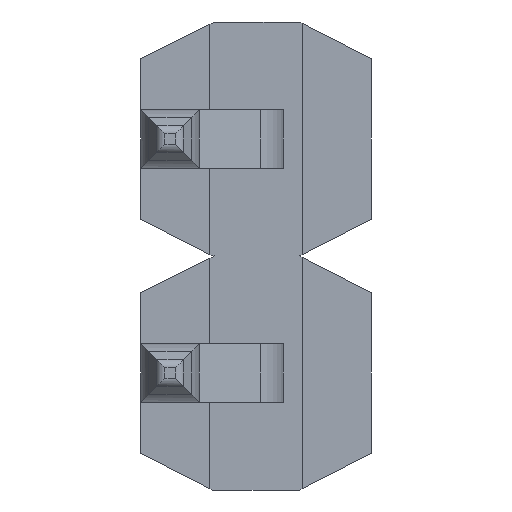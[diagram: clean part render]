
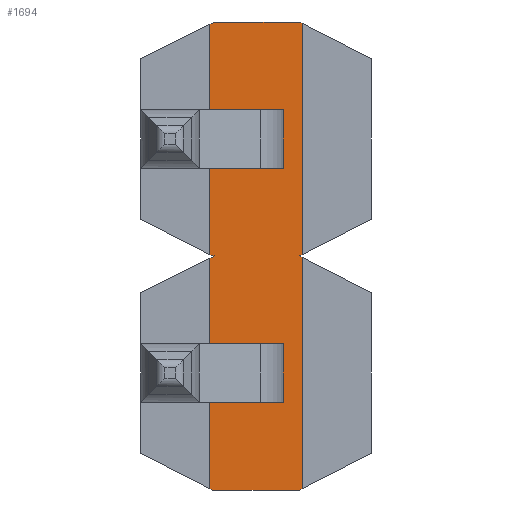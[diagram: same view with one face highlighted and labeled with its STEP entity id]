
A CAD part, front view. The second image highlights one B-rep face of the part: STEP entity #1694.
In plain terms, the highlighted planar face has unit normal (0, -1, 0).
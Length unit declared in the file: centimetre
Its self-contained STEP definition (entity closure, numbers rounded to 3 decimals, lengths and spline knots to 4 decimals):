
#91=FACE_BOUND('',#202,.T.);
#92=FACE_BOUND('',#203,.T.);
#96=FACE_OUTER_BOUND('',#201,.T.);
#201=EDGE_LOOP('',(#1130,#1131,#1132,#1133,#1134,#1135,#1136,#1137,#1138,
#1139,#1140,#1141,#1142,#1143,#1144));
#202=EDGE_LOOP('',(#1145,#1146,#1147,#1148));
#203=EDGE_LOOP('',(#1149,#1150,#1151,#1152));
#310=LINE('',#2452,#519);
#313=LINE('',#2458,#522);
#314=LINE('',#2460,#523);
#315=LINE('',#2462,#524);
#316=LINE('',#2464,#525);
#317=LINE('',#2466,#526);
#318=LINE('',#2468,#527);
#319=LINE('',#2470,#528);
#320=LINE('',#2472,#529);
#321=LINE('',#2474,#530);
#322=LINE('',#2476,#531);
#323=LINE('',#2478,#532);
#324=LINE('',#2480,#533);
#325=LINE('',#2482,#534);
#326=LINE('',#2483,#535);
#327=LINE('',#2486,#536);
#328=LINE('',#2488,#537);
#329=LINE('',#2490,#538);
#330=LINE('',#2491,#539);
#331=LINE('',#2494,#540);
#332=LINE('',#2496,#541);
#333=LINE('',#2498,#542);
#334=LINE('',#2499,#543);
#519=VECTOR('',#1950,0.092);
#522=VECTOR('',#1955,0.0056);
#523=VECTOR('',#1956,0.25);
#524=VECTOR('',#1957,0.0034);
#525=VECTOR('',#1958,0.002);
#526=VECTOR('',#1959,0.0056);
#527=VECTOR('',#1960,0.25);
#528=VECTOR('',#1961,0.0034);
#529=VECTOR('',#1962,0.094);
#530=VECTOR('',#1963,0.0034);
#531=VECTOR('',#1964,0.2509);
#532=VECTOR('',#1965,0.0034);
#533=VECTOR('',#1966,0.0034);
#534=VECTOR('',#1967,0.2509);
#535=VECTOR('',#1968,0.0034);
#536=VECTOR('',#1969,0.0635);
#537=VECTOR('',#1970,0.0635);
#538=VECTOR('',#1971,0.0635);
#539=VECTOR('',#1972,0.0635);
#540=VECTOR('',#1973,0.0635);
#541=VECTOR('',#1974,0.0635);
#542=VECTOR('',#1975,0.0635);
#543=VECTOR('',#1976,0.0635);
#727=VERTEX_POINT('',#2448);
#729=VERTEX_POINT('',#2451);
#731=VERTEX_POINT('',#2457);
#732=VERTEX_POINT('',#2459);
#733=VERTEX_POINT('',#2461);
#734=VERTEX_POINT('',#2463);
#735=VERTEX_POINT('',#2465);
#736=VERTEX_POINT('',#2467);
#737=VERTEX_POINT('',#2469);
#738=VERTEX_POINT('',#2471);
#739=VERTEX_POINT('',#2473);
#740=VERTEX_POINT('',#2475);
#741=VERTEX_POINT('',#2477);
#742=VERTEX_POINT('',#2479);
#743=VERTEX_POINT('',#2481);
#744=VERTEX_POINT('',#2484);
#745=VERTEX_POINT('',#2485);
#746=VERTEX_POINT('',#2487);
#747=VERTEX_POINT('',#2489);
#748=VERTEX_POINT('',#2492);
#749=VERTEX_POINT('',#2493);
#750=VERTEX_POINT('',#2495);
#751=VERTEX_POINT('',#2497);
#878=EDGE_CURVE('',#729,#727,#310,.T.);
#881=EDGE_CURVE('',#731,#727,#313,.T.);
#882=EDGE_CURVE('',#732,#731,#314,.T.);
#883=EDGE_CURVE('',#733,#732,#315,.T.);
#884=EDGE_CURVE('',#734,#733,#316,.T.);
#885=EDGE_CURVE('',#735,#734,#317,.T.);
#886=EDGE_CURVE('',#736,#735,#318,.T.);
#887=EDGE_CURVE('',#737,#736,#319,.T.);
#888=EDGE_CURVE('',#738,#737,#320,.T.);
#889=EDGE_CURVE('',#739,#738,#321,.T.);
#890=EDGE_CURVE('',#740,#739,#322,.T.);
#891=EDGE_CURVE('',#741,#740,#323,.T.);
#892=EDGE_CURVE('',#742,#741,#324,.T.);
#893=EDGE_CURVE('',#743,#742,#325,.T.);
#894=EDGE_CURVE('',#729,#743,#326,.T.);
#895=EDGE_CURVE('',#744,#745,#327,.T.);
#896=EDGE_CURVE('',#746,#744,#328,.T.);
#897=EDGE_CURVE('',#747,#746,#329,.T.);
#898=EDGE_CURVE('',#745,#747,#330,.T.);
#899=EDGE_CURVE('',#748,#749,#331,.T.);
#900=EDGE_CURVE('',#750,#748,#332,.T.);
#901=EDGE_CURVE('',#751,#750,#333,.T.);
#902=EDGE_CURVE('',#749,#751,#334,.T.);
#1130=ORIENTED_EDGE('',*,*,#878,.T.);
#1131=ORIENTED_EDGE('',*,*,#881,.F.);
#1132=ORIENTED_EDGE('',*,*,#882,.F.);
#1133=ORIENTED_EDGE('',*,*,#883,.F.);
#1134=ORIENTED_EDGE('',*,*,#884,.F.);
#1135=ORIENTED_EDGE('',*,*,#885,.F.);
#1136=ORIENTED_EDGE('',*,*,#886,.F.);
#1137=ORIENTED_EDGE('',*,*,#887,.F.);
#1138=ORIENTED_EDGE('',*,*,#888,.F.);
#1139=ORIENTED_EDGE('',*,*,#889,.F.);
#1140=ORIENTED_EDGE('',*,*,#890,.F.);
#1141=ORIENTED_EDGE('',*,*,#891,.F.);
#1142=ORIENTED_EDGE('',*,*,#892,.F.);
#1143=ORIENTED_EDGE('',*,*,#893,.F.);
#1144=ORIENTED_EDGE('',*,*,#894,.F.);
#1145=ORIENTED_EDGE('',*,*,#895,.F.);
#1146=ORIENTED_EDGE('',*,*,#896,.F.);
#1147=ORIENTED_EDGE('',*,*,#897,.F.);
#1148=ORIENTED_EDGE('',*,*,#898,.F.);
#1149=ORIENTED_EDGE('',*,*,#899,.F.);
#1150=ORIENTED_EDGE('',*,*,#900,.F.);
#1151=ORIENTED_EDGE('',*,*,#901,.F.);
#1152=ORIENTED_EDGE('',*,*,#902,.F.);
#1625=PLANE('',#1801);
#1694=ADVANCED_FACE('',(#96,#91,#92),#1625,.F.);
#1801=AXIS2_PLACEMENT_3D('',#2456,#1953,#1954);
#1950=DIRECTION('',(-1.,0.,0.));
#1953=DIRECTION('center_axis',(0.,1.,0.));
#1954=DIRECTION('ref_axis',(0.,0.,1.));
#1955=DIRECTION('',(0.894,0.,0.447));
#1956=DIRECTION('',(0.,0.,1.));
#1957=DIRECTION('',(-0.89,0.,0.456));
#1958=DIRECTION('',(-1.,0.,0.));
#1959=DIRECTION('',(0.894,0.,0.447));
#1960=DIRECTION('',(0.,0.,1.));
#1961=DIRECTION('',(-0.89,0.,0.456));
#1962=DIRECTION('',(-1.,0.,0.));
#1963=DIRECTION('',(-0.89,0.,-0.456));
#1964=DIRECTION('',(0.,0.,-1.));
#1965=DIRECTION('',(0.89,0.,-0.456));
#1966=DIRECTION('',(-0.89,0.,-0.456));
#1967=DIRECTION('',(0.,0.,-1.));
#1968=DIRECTION('',(0.89,0.,-0.456));
#1969=DIRECTION('',(0.,0.,-1.));
#1970=DIRECTION('',(-1.,0.,0.));
#1971=DIRECTION('',(0.,0.,1.));
#1972=DIRECTION('',(1.,0.,0.));
#1973=DIRECTION('',(0.,0.,-1.));
#1974=DIRECTION('',(-1.,0.,0.));
#1975=DIRECTION('',(0.,0.,1.));
#1976=DIRECTION('',(1.,0.,0.));
#2448=CARTESIAN_POINT('',(-1.4391,0.0738,2.9613));
#2451=CARTESIAN_POINT('',(-1.3471,0.0738,2.9613));
#2452=CARTESIAN_POINT('',(-1.3859,0.0738,2.9613));
#2456=CARTESIAN_POINT('Origin',(-1.3941,0.0738,2.5803));
#2457=CARTESIAN_POINT('',(-1.4441,0.0738,2.9588));
#2458=CARTESIAN_POINT('',(-1.4665,0.0738,2.9476));
#2459=CARTESIAN_POINT('',(-1.4441,0.0738,2.7089));
#2460=CARTESIAN_POINT('',(-1.4441,0.0738,2.9613));
#2461=CARTESIAN_POINT('',(-1.4411,0.0738,2.7073));
#2462=CARTESIAN_POINT('',(-1.4677,0.0738,2.721));
#2463=CARTESIAN_POINT('',(-1.4391,0.0738,2.7073));
#2464=CARTESIAN_POINT('',(-1.3316,0.0738,2.7073));
#2465=CARTESIAN_POINT('',(-1.4441,0.0738,2.7048));
#2466=CARTESIAN_POINT('',(-1.4665,0.0738,2.6936));
#2467=CARTESIAN_POINT('',(-1.4441,0.0738,2.4549));
#2468=CARTESIAN_POINT('',(-1.4441,0.0738,2.7073));
#2469=CARTESIAN_POINT('',(-1.4411,0.0738,2.4533));
#2470=CARTESIAN_POINT('',(-1.4677,0.0738,2.467));
#2471=CARTESIAN_POINT('',(-1.3471,0.0738,2.4533));
#2472=CARTESIAN_POINT('',(-1.3316,0.0738,2.4533));
#2473=CARTESIAN_POINT('',(-1.3441,0.0738,2.4549));
#2474=CARTESIAN_POINT('',(-1.3204,0.0738,2.467));
#2475=CARTESIAN_POINT('',(-1.3441,0.0738,2.7058));
#2476=CARTESIAN_POINT('',(-1.3441,0.0738,2.4533));
#2477=CARTESIAN_POINT('',(-1.3471,0.0738,2.7073));
#2478=CARTESIAN_POINT('',(-1.3204,0.0738,2.6937));
#2479=CARTESIAN_POINT('',(-1.3441,0.0738,2.7089));
#2480=CARTESIAN_POINT('',(-1.3204,0.0738,2.721));
#2481=CARTESIAN_POINT('',(-1.3441,0.0738,2.9598));
#2482=CARTESIAN_POINT('',(-1.3441,0.0738,2.7073));
#2483=CARTESIAN_POINT('',(-1.3204,0.0738,2.9477));
#2484=CARTESIAN_POINT('',(-1.4278,0.0738,2.6121));
#2485=CARTESIAN_POINT('',(-1.4278,0.0738,2.5486));
#2486=CARTESIAN_POINT('',(-1.4278,0.0738,2.5645));
#2487=CARTESIAN_POINT('',(-1.3643,0.0738,2.6121));
#2488=CARTESIAN_POINT('',(-1.4044,0.0738,2.6121));
#2489=CARTESIAN_POINT('',(-1.3643,0.0738,2.5486));
#2490=CARTESIAN_POINT('',(-1.3643,0.0738,2.5645));
#2491=CARTESIAN_POINT('',(-1.4044,0.0738,2.5486));
#2492=CARTESIAN_POINT('',(-1.4278,0.0738,2.8661));
#2493=CARTESIAN_POINT('',(-1.4278,0.0738,2.8026));
#2494=CARTESIAN_POINT('',(-1.4278,0.0738,2.8185));
#2495=CARTESIAN_POINT('',(-1.3643,0.0738,2.8661));
#2496=CARTESIAN_POINT('',(-1.4109,0.0738,2.8661));
#2497=CARTESIAN_POINT('',(-1.3643,0.0738,2.8026));
#2498=CARTESIAN_POINT('',(-1.3643,0.0738,2.8502));
#2499=CARTESIAN_POINT('',(-1.3792,0.0738,2.8026));
